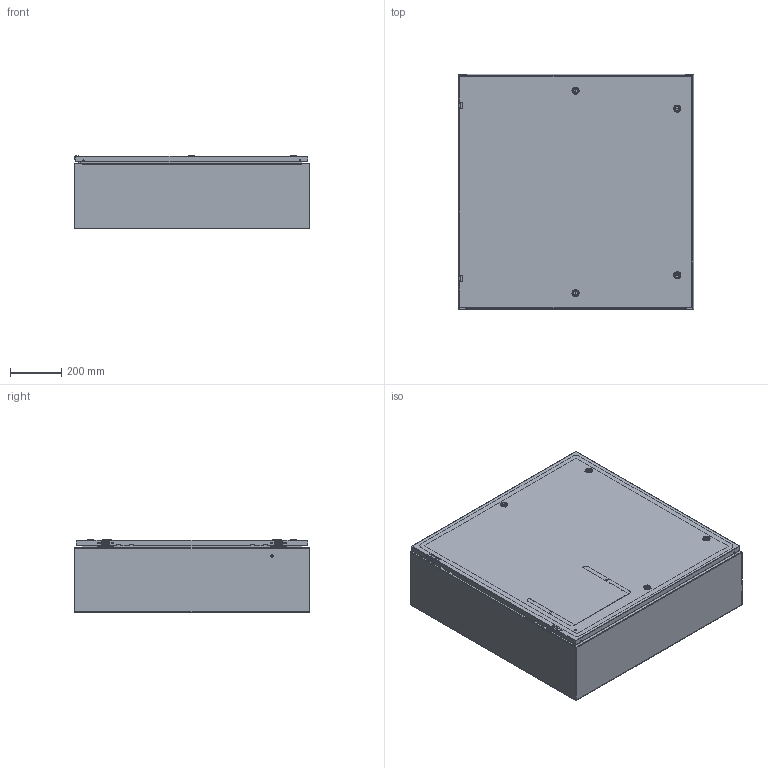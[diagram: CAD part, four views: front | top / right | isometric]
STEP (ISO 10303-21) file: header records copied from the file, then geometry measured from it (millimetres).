
FILE_DESCRIPTION (( 'STEP AP214' ), '1' );
FILE_NAME ('SCE-36EL3610LP.STEP', '2022-10-18T19:11:21', ( '' ), ( '' ), 'SwSTEP 2.0', 'SolidWorks 2021', '' );
FILE_SCHEMA (( 'AUTOMOTIVE_DESIGN' ));
Length unit declared in the file: inch
Products named in the file (1): SCE-36EL3610LP
Bounding box: 914.4 x 914.4 x 285.25 mm (x, y, z)
Volume: 8152763 mm3; surface area: 7583753 mm2
Topology: 65 solids, 65 shells, 3849 faces, 9957 edges, 6230 vertices
Faces by surface type: plane 1489, cylinder 1198, bspline 810, cone 156, torus 132, sphere 64
Entity records: 208623 total; most frequent: CARTESIAN_POINT 70407, ORIENTED_EDGE 19718, DIRECTION 16315, EDGE_CURVE 9859, VERTEX_POINT 6230, AXIS2_PLACEMENT_3D 5990, LINE 4335, VECTOR 4335
